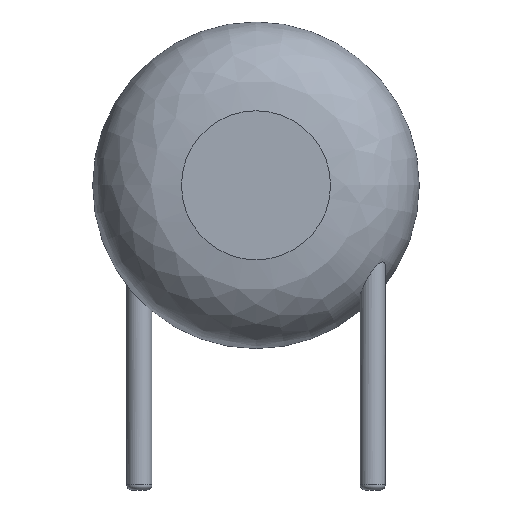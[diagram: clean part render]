
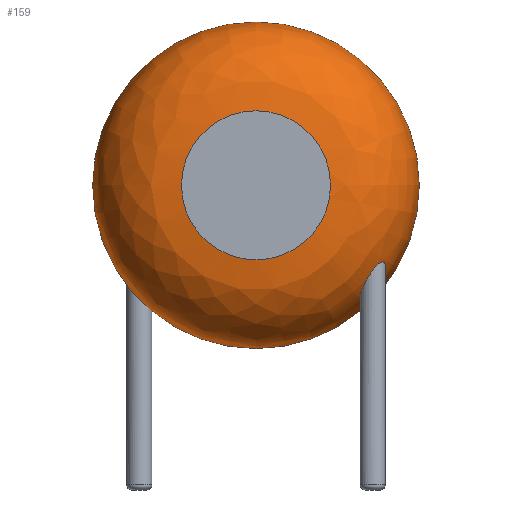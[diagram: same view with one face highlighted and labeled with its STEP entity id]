
A CAD part, front view. The second image highlights one B-rep face of the part: STEP entity #159.
In plain terms, the highlighted face is a revolution surface.
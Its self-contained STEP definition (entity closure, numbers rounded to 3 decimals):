
#24=VERTEX_POINT('',#25);
#25=CARTESIAN_POINT('',(6.,-0.998,3.53));
#29=DIRECTION('',(0.,-1.,0.));
#30=ORIENTED_EDGE('',*,*,#31,.T.);
#31=EDGE_CURVE('',#24,#24,#32,.T.);
#32=CIRCLE('',#33,3.5);
#33=AXIS2_PLACEMENT_3D('',#34,#29,#35);
#34=CARTESIAN_POINT('',(2.5,-0.998,3.53));
#35=DIRECTION('',(1.,0.,0.));
#159=ADVANCED_FACE('',(#160,#176),#252,.T.);
#160=FACE_BOUND('',#161,.T.);
#161=EDGE_LOOP('',(#30,#162,#170,#175));
#162=ORIENTED_EDGE('',*,*,#163,.T.);
#163=EDGE_CURVE('',#24,#164,#166,.T.);
#164=VERTEX_POINT('',#165);
#165=CARTESIAN_POINT('',(4.098,-2.9,3.53));
#166=CIRCLE('',#167,1.902);
#167=AXIS2_PLACEMENT_3D('',#168,#169,#35);
#168=CARTESIAN_POINT('',(4.098,-0.998,3.53));
#169=DIRECTION('',(0.,0.,-1.));
#170=ORIENTED_EDGE('',*,*,#171,.F.);
#171=EDGE_CURVE('',#164,#164,#172,.T.);
#172=CIRCLE('',#173,1.598);
#173=AXIS2_PLACEMENT_3D('',#174,#29,#35);
#174=CARTESIAN_POINT('',(2.5,-2.9,3.53));
#175=ORIENTED_EDGE('',*,*,#163,.F.);
#176=FACE_BOUND('',#177,.T.);
#177=EDGE_LOOP('',(#178,#195));
#178=ORIENTED_EDGE('',*,*,#179,.T.);
#179=EDGE_CURVE('',#180,#182,#184,.T.);
#180=VERTEX_POINT('',#181);
#181=CARTESIAN_POINT('',(5.27,-1.9,1.788));
#182=VERTEX_POINT('',#183);
#183=CARTESIAN_POINT('',(4.993,-1.63,1.231));
#184=B_SPLINE_CURVE_WITH_KNOTS('',6,(#181,#185,#186,#187,#188,#189,#190,#191,#192,#193,#194,#183),.UNSPECIFIED.,.F.,.F.,(7,5,7),(0.,0.474,1.),.UNSPECIFIED.);
#185=CARTESIAN_POINT('',(5.27,-1.865,1.752));
#186=CARTESIAN_POINT('',(5.264,-1.83,1.711));
#187=CARTESIAN_POINT('',(5.254,-1.798,1.668));
#188=CARTESIAN_POINT('',(5.239,-1.768,1.622));
#189=CARTESIAN_POINT('',(5.22,-1.74,1.575));
#190=CARTESIAN_POINT('',(5.173,-1.689,1.476));
#191=CARTESIAN_POINT('',(5.143,-1.666,1.424));
#192=CARTESIAN_POINT('',(5.11,-1.648,1.372));
#193=CARTESIAN_POINT('',(5.073,-1.635,1.321));
#194=CARTESIAN_POINT('',(5.034,-1.629,1.274));
#195=ORIENTED_EDGE('',*,*,#196,.T.);
#196=EDGE_CURVE('',#182,#180,#197,.T.);
#197=B_SPLINE_CURVE_WITH_KNOTS('',7,(#183,#198,#199,#200,#201,#202,#203,#204,#205,#206,#207,#208,#209,#210,#211,#212,#213,#214,#215,#216,#217,#218,#219,#220,#221,#222,#223,#224,#225,#226,#227,#228,#229,#230,#231,#232,#233,#234,#235,#236,#237,#238,#239,#240,#241,#242,#243,#244,#245,#246,#247,#248,#249,#250,#251,#181),.UNSPECIFIED.,.F.,.F.,(8,6,6,6,6,6,6,6,6,8),(0.,0.126,0.206,0.317,0.376,0.557,0.734,0.849,0.936,1.),.UNSPECIFIED.);
#198=CARTESIAN_POINT('',(4.971,-1.631,1.206));
#199=CARTESIAN_POINT('',(4.948,-1.633,1.183));
#200=CARTESIAN_POINT('',(4.924,-1.639,1.162));
#201=CARTESIAN_POINT('',(4.901,-1.646,1.143));
#202=CARTESIAN_POINT('',(4.879,-1.656,1.126));
#203=CARTESIAN_POINT('',(4.858,-1.669,1.111));
#204=CARTESIAN_POINT('',(4.825,-1.694,1.093));
#205=CARTESIAN_POINT('',(4.813,-1.704,1.087));
#206=CARTESIAN_POINT('',(4.802,-1.715,1.083));
#207=CARTESIAN_POINT('',(4.791,-1.727,1.08));
#208=CARTESIAN_POINT('',(4.781,-1.74,1.078));
#209=CARTESIAN_POINT('',(4.773,-1.753,1.078));
#210=CARTESIAN_POINT('',(4.754,-1.786,1.08));
#211=CARTESIAN_POINT('',(4.745,-1.807,1.085));
#212=CARTESIAN_POINT('',(4.738,-1.827,1.092));
#213=CARTESIAN_POINT('',(4.733,-1.848,1.101));
#214=CARTESIAN_POINT('',(4.73,-1.869,1.113));
#215=CARTESIAN_POINT('',(4.729,-1.89,1.127));
#216=CARTESIAN_POINT('',(4.731,-1.921,1.151));
#217=CARTESIAN_POINT('',(4.731,-1.932,1.16));
#218=CARTESIAN_POINT('',(4.733,-1.942,1.17));
#219=CARTESIAN_POINT('',(4.735,-1.952,1.18));
#220=CARTESIAN_POINT('',(4.737,-1.963,1.19));
#221=CARTESIAN_POINT('',(4.74,-1.973,1.201));
#222=CARTESIAN_POINT('',(4.752,-2.012,1.247));
#223=CARTESIAN_POINT('',(4.766,-2.04,1.284));
#224=CARTESIAN_POINT('',(4.782,-2.065,1.325));
#225=CARTESIAN_POINT('',(4.801,-2.088,1.368));
#226=CARTESIAN_POINT('',(4.823,-2.107,1.412));
#227=CARTESIAN_POINT('',(4.847,-2.124,1.457));
#228=CARTESIAN_POINT('',(4.897,-2.151,1.546));
#229=CARTESIAN_POINT('',(4.923,-2.161,1.591));
#230=CARTESIAN_POINT('',(4.951,-2.168,1.635));
#231=CARTESIAN_POINT('',(4.979,-2.172,1.678));
#232=CARTESIAN_POINT('',(5.009,-2.173,1.719));
#233=CARTESIAN_POINT('',(5.04,-2.169,1.758));
#234=CARTESIAN_POINT('',(5.09,-2.155,1.813));
#235=CARTESIAN_POINT('',(5.11,-2.148,1.833));
#236=CARTESIAN_POINT('',(5.129,-2.139,1.851));
#237=CARTESIAN_POINT('',(5.148,-2.128,1.865));
#238=CARTESIAN_POINT('',(5.167,-2.114,1.876));
#239=CARTESIAN_POINT('',(5.184,-2.099,1.883));
#240=CARTESIAN_POINT('',(5.211,-2.07,1.888));
#241=CARTESIAN_POINT('',(5.222,-2.056,1.888));
#242=CARTESIAN_POINT('',(5.231,-2.041,1.885));
#243=CARTESIAN_POINT('',(5.24,-2.026,1.881));
#244=CARTESIAN_POINT('',(5.247,-2.011,1.874));
#245=CARTESIAN_POINT('',(5.253,-1.995,1.865));
#246=CARTESIAN_POINT('',(5.261,-1.968,1.847));
#247=CARTESIAN_POINT('',(5.264,-1.957,1.839));
#248=CARTESIAN_POINT('',(5.267,-1.945,1.83));
#249=CARTESIAN_POINT('',(5.268,-1.934,1.82));
#250=CARTESIAN_POINT('',(5.269,-1.922,1.81));
#251=CARTESIAN_POINT('',(5.27,-1.911,1.799));
#252=SURFACE_OF_REVOLUTION('',#253,#264);
#253=B_SPLINE_CURVE_WITH_KNOTS('',6,(#25,#254,#255,#256,#257,#258,#259,#260,#261,#262,#263,#165),.UNSPECIFIED.,.F.,.F.,(7,5,7),(0.,0.785,1.571),.UNSPECIFIED.);
#254=CARTESIAN_POINT('',(6.,-1.247,3.53));
#255=CARTESIAN_POINT('',(5.961,-1.496,3.53));
#256=CARTESIAN_POINT('',(5.883,-1.737,3.53));
#257=CARTESIAN_POINT('',(5.767,-1.963,3.53));
#258=CARTESIAN_POINT('',(5.619,-2.167,3.53));
#259=CARTESIAN_POINT('',(5.267,-2.519,3.53));
#260=CARTESIAN_POINT('',(5.063,-2.667,3.53));
#261=CARTESIAN_POINT('',(4.837,-2.783,3.53));
#262=CARTESIAN_POINT('',(4.596,-2.861,3.53));
#263=CARTESIAN_POINT('',(4.347,-2.9,3.53));
#264=AXIS1_PLACEMENT('',#34,#29);
